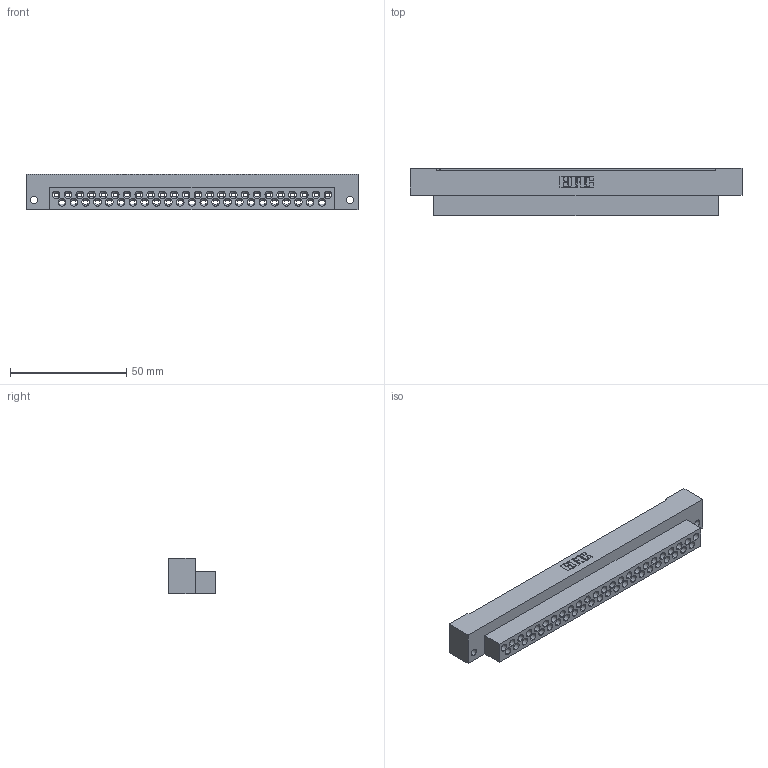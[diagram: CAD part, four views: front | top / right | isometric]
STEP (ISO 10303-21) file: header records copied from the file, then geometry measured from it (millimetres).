
FILE_DESCRIPTION (( 'STEP AP203' ), '1' );
FILE_NAME ('415-047-000-112.STEP', '2020-03-12T20:01:47', ( '' ), ( '' ), 'SwSTEP 2.0', 'SolidWorks 2016', '' );
FILE_SCHEMA (( 'CONFIG_CONTROL_DESIGN' ));
Length unit declared in the file: millimetre
Products named in the file (2): 415-210-001_415-210-047-112; 415-047-000-112
Assembly tree (1 placements, depth 2):
  415-047-000-112
    415-210-001_415-210-047-112
Bounding box: 142.75 x 20.45 x 15.09 mm (x, y, z)
Volume: 24895.4 mm3; surface area: 22296 mm2
Topology: 1 solids, 1 shells, 1366 faces, 4064 edges, 2661 vertices
Faces by surface type: plane 1065, cone 141, cylinder 138, bspline 22
Entity records: 47123 total; most frequent: CARTESIAN_POINT 10873, ORIENTED_EDGE 8128, DIRECTION 6759, EDGE_CURVE 4064, VECTOR 2849, LINE 2849, VERTEX_POINT 2661, AXIS2_PLACEMENT_3D 1955
